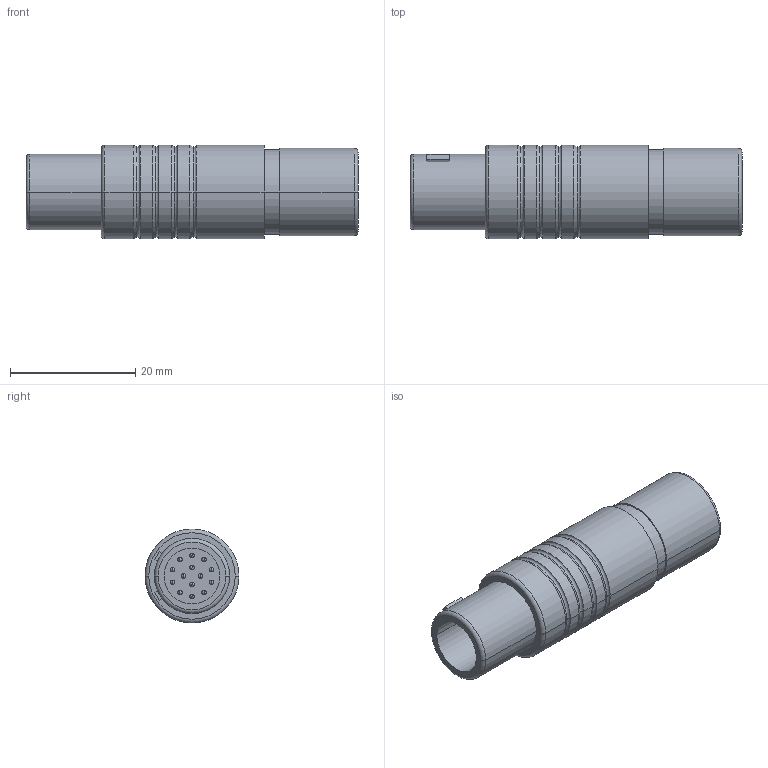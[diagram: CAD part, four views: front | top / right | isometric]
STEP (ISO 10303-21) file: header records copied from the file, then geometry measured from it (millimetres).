
FILE_DESCRIPTION((''),'2;1');
FILE_NAME('S32BFC-P14M','2020-08-05T11:16:19',('RTrager'),(''),'CREO PARAMETRIC BY PTC INC, 2018300','CREO PARAMETRIC BY PTC INC, 2018300','');
FILE_SCHEMA(('AP242_MANAGED_MODEL_BASED_3D_ENGINEERING_MIM_LF { 1 0 10303 442 1 1 4 }'));
Length unit declared in the file: millimetre
Products named in the file (1): S32BFC-P14M
Bounding box: 53 x 15 x 15 mm (x, y, z)
Volume: 5629.8 mm3; surface area: 4287 mm2
Topology: 1 solids, 1 shells, 273 faces, 682 edges, 420 vertices
Faces by surface type: cylinder 138, plane 58, torus 28, sphere 28, bspline 13, cone 8
Entity records: 13882 total; most frequent: CARTESIAN_POINT 2834, DIRECTION 1434, ORIENTED_EDGE 1308, PRESENTATION_STYLE_ASSIGNMENT 880, STYLED_ITEM 693, CURVE_STYLE 654, EDGE_CURVE 654, AXIS2_PLACEMENT_3D 597
